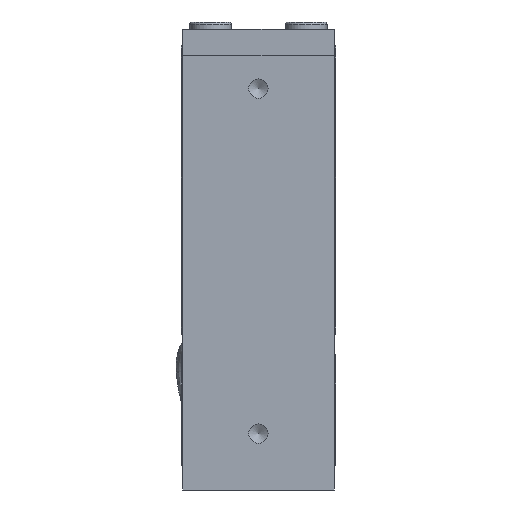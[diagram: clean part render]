
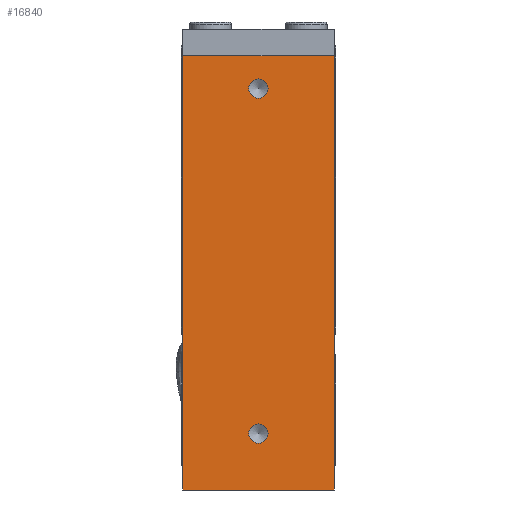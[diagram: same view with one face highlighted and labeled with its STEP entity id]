
A CAD part, front view. The second image highlights one B-rep face of the part: STEP entity #16840.
In plain terms, the highlighted planar face has unit normal (0, -1, 0).
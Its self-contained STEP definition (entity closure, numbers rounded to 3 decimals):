
#16709=CARTESIAN_POINT('',(85.89,147.481,47.252));
#16710=VERTEX_POINT('',#16709);
#16771=CARTESIAN_POINT('',(85.89,147.481,-25.748));
#16772=VERTEX_POINT('',#16771);
#16779=CARTESIAN_POINT('',(85.89,147.481,-25.748));
#16780=DIRECTION('',(0.0,0.0,1.0));
#16781=VECTOR('',#16780,73.);
#16782=LINE('',#16779,#16781);
#16783=EDGE_CURVE('',#16772,#16710,#16782,.T.);
#16788=CARTESIAN_POINT('',(111.39,147.481,-25.748));
#16789=DIRECTION('',(0.0,-1.0,0.0));
#16790=DIRECTION('',(0.0,0.0,-1.0));
#16791=AXIS2_PLACEMENT_3D('',#16788,#16789,#16790);
#16792=PLANE('',#16791);
#16793=CARTESIAN_POINT('',(111.39,147.481,47.252));
#16794=VERTEX_POINT('',#16793);
#16795=CARTESIAN_POINT('',(111.39,147.481,47.252));
#16796=DIRECTION('',(-1.0,0.0,0.0));
#16797=VECTOR('',#16796,25.5);
#16798=LINE('',#16795,#16797);
#16799=EDGE_CURVE('',#16794,#16710,#16798,.T.);
#16800=ORIENTED_EDGE('',*,*,#16799,.T.);
#16801=ORIENTED_EDGE('',*,*,#16783,.F.);
#16802=CARTESIAN_POINT('',(111.39,147.481,-25.748));
#16803=VERTEX_POINT('',#16802);
#16804=CARTESIAN_POINT('',(111.39,147.481,-25.748));
#16805=DIRECTION('',(-1.0,0.0,0.0));
#16806=VECTOR('',#16805,25.5);
#16807=LINE('',#16804,#16806);
#16808=EDGE_CURVE('',#16803,#16772,#16807,.T.);
#16809=ORIENTED_EDGE('',*,*,#16808,.F.);
#16810=CARTESIAN_POINT('',(111.39,147.481,-25.748));
#16811=DIRECTION('',(0.0,0.0,1.0));
#16812=VECTOR('',#16811,73.);
#16813=LINE('',#16810,#16812);
#16814=EDGE_CURVE('',#16803,#16794,#16813,.T.);
#16815=ORIENTED_EDGE('',*,*,#16814,.T.);
#16816=EDGE_LOOP('',(#16800,#16801,#16809,#16815));
#16817=FACE_OUTER_BOUND('',#16816,.T.);
#16818=CARTESIAN_POINT('',(100.261,147.481,41.752));
#16819=VERTEX_POINT('',#16818);
#16820=CARTESIAN_POINT('',(98.64,147.481,41.752));
#16821=DIRECTION('',(0.0,1.0,0.0));
#16822=DIRECTION('',(1.0,0.0,0.0));
#16823=AXIS2_PLACEMENT_3D('',#16820,#16821,#16822);
#16824=CIRCLE('',#16823,1.621);
#16825=EDGE_CURVE('',#16819,#16819,#16824,.T.);
#16826=ORIENTED_EDGE('',*,*,#16825,.T.);
#16827=EDGE_LOOP('',(#16826));
#16828=FACE_BOUND('',#16827,.T.);
#16829=CARTESIAN_POINT('',(100.261,147.481,-16.248));
#16830=VERTEX_POINT('',#16829);
#16831=CARTESIAN_POINT('',(98.64,147.481,-16.248));
#16832=DIRECTION('',(0.0,1.0,0.0));
#16833=DIRECTION('',(1.0,0.0,0.0));
#16834=AXIS2_PLACEMENT_3D('',#16831,#16832,#16833);
#16835=CIRCLE('',#16834,1.621);
#16836=EDGE_CURVE('',#16830,#16830,#16835,.T.);
#16837=ORIENTED_EDGE('',*,*,#16836,.T.);
#16838=EDGE_LOOP('',(#16837));
#16839=FACE_BOUND('',#16838,.T.);
#16840=ADVANCED_FACE('',(#16817,#16828,#16839),#16792,.T.);
